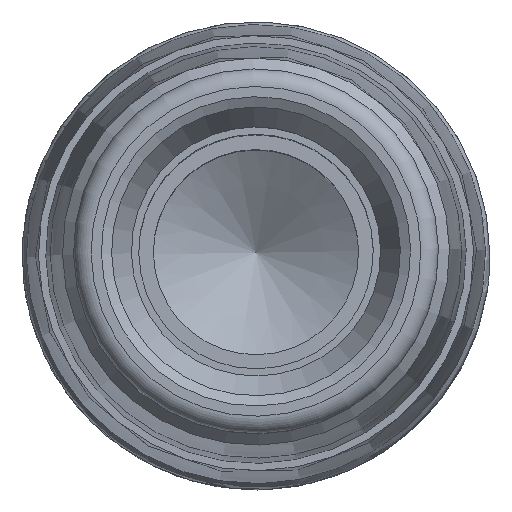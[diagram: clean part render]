
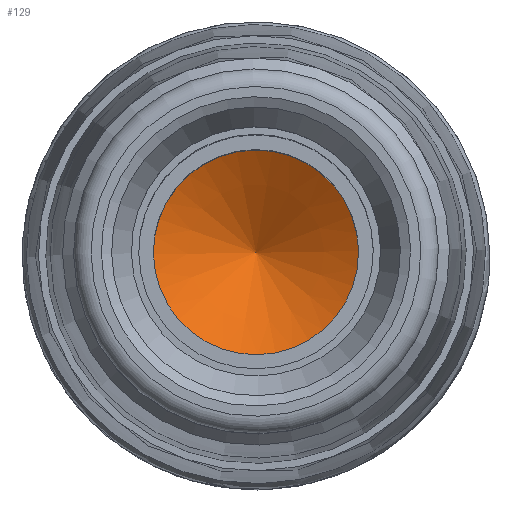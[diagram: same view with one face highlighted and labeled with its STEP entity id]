
A CAD part, top view. The second image highlights one B-rep face of the part: STEP entity #129.
In plain terms, the highlighted conical face has half-angle 60 degrees and reference radius 0 mm.
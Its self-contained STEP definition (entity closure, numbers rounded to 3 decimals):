
#91=VERTEX_LOOP('',#414);
#111=CONICAL_SURFACE('',#549,0.,60.);
#129=ADVANCED_FACE('',(#182,#183),#111,.F.);
#182=FACE_BOUND('',#263,.T.);
#183=FACE_BOUND('',#91,.T.);
#263=EDGE_LOOP('',(#343));
#343=ORIENTED_EDGE('',*,*,#454,.F.);
#413=VERTEX_POINT('',#794);
#414=VERTEX_POINT('',#795);
#454=EDGE_CURVE('',#413,#413,#494,.T.);
#494=CIRCLE('',#548,7.);
#548=AXIS2_PLACEMENT_3D('',#793,#644,#645);
#549=AXIS2_PLACEMENT_3D('',#796,#646,#647);
#644=DIRECTION('',(0.,0.,-1.));
#645=DIRECTION('',(0.934,0.357,0.));
#646=DIRECTION('',(0.,0.,1.));
#647=DIRECTION('',(-0.934,-0.357,0.));
#793=CARTESIAN_POINT('',(0.,0.,51.471));
#794=CARTESIAN_POINT('',(6.539,2.499,51.471));
#795=CARTESIAN_POINT('',(0.,0.,47.429));
#796=CARTESIAN_POINT('',(0.,0.,47.429));
